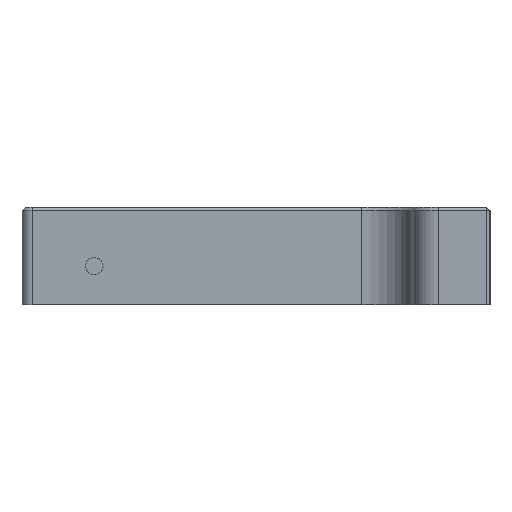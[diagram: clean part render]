
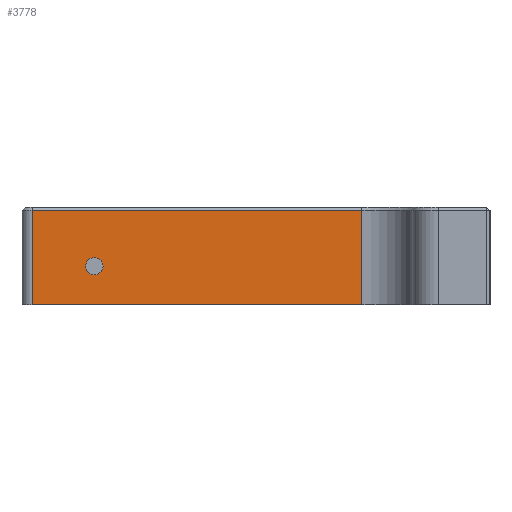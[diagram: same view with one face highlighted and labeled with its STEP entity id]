
A CAD part, left-side view. The second image highlights one B-rep face of the part: STEP entity #3778.
In plain terms, the highlighted planar face has unit normal (-1, 0, 0).
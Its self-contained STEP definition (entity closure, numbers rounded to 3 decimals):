
#130=FACE_BOUND('',#565,.T.);
#225=CIRCLE('',#4091,1.7);
#226=CIRCLE('',#4092,1.7);
#321=FACE_OUTER_BOUND('',#564,.T.);
#564=EDGE_LOOP('',(#2791,#2792,#2793,#2794));
#565=EDGE_LOOP('',(#2795,#2796));
#776=LINE('',#5538,#1185);
#892=LINE('',#5869,#1301);
#910=LINE('',#5919,#1319);
#911=LINE('',#5921,#1320);
#1185=VECTOR('',#4400,10.);
#1301=VECTOR('',#4664,10.);
#1319=VECTOR('',#4728,10.);
#1320=VECTOR('',#4731,10.);
#1601=VERTEX_POINT('',#5535);
#1602=VERTEX_POINT('',#5537);
#1742=VERTEX_POINT('',#5863);
#1743=VERTEX_POINT('',#5867);
#1753=VERTEX_POINT('',#5922);
#1754=VERTEX_POINT('',#5923);
#1958=EDGE_CURVE('',#1602,#1601,#776,.T.);
#2124=EDGE_CURVE('',#1743,#1742,#892,.T.);
#2150=EDGE_CURVE('',#1742,#1602,#910,.T.);
#2151=EDGE_CURVE('',#1601,#1743,#911,.T.);
#2152=EDGE_CURVE('',#1753,#1754,#225,.T.);
#2153=EDGE_CURVE('',#1754,#1753,#226,.T.);
#2791=ORIENTED_EDGE('',*,*,#2124,.T.);
#2792=ORIENTED_EDGE('',*,*,#2150,.T.);
#2793=ORIENTED_EDGE('',*,*,#1958,.T.);
#2794=ORIENTED_EDGE('',*,*,#2151,.T.);
#2795=ORIENTED_EDGE('',*,*,#2152,.F.);
#2796=ORIENTED_EDGE('',*,*,#2153,.F.);
#3608=PLANE('',#4090);
#3778=ADVANCED_FACE('',(#321,#130),#3608,.F.);
#4090=AXIS2_PLACEMENT_3D('',#5920,#4729,#4730);
#4091=AXIS2_PLACEMENT_3D('',#5924,#4732,#4733);
#4092=AXIS2_PLACEMENT_3D('',#5925,#4734,#4735);
#4400=DIRECTION('',(0.,-1.,0.));
#4664=DIRECTION('',(0.,1.,0.));
#4728=DIRECTION('',(0.,0.,-1.));
#4729=DIRECTION('center_axis',(1.,0.,0.));
#4730=DIRECTION('ref_axis',(0.,0.,-1.));
#4731=DIRECTION('',(0.,0.,1.));
#4732=DIRECTION('center_axis',(-1.,0.,0.));
#4733=DIRECTION('ref_axis',(0.,0.,-1.));
#4734=DIRECTION('center_axis',(-1.,0.,0.));
#4735=DIRECTION('ref_axis',(0.,0.,-1.));
#5535=CARTESIAN_POINT('',(-4.,-42.,15.));
#5537=CARTESIAN_POINT('',(-4.,22.2,15.));
#5538=CARTESIAN_POINT('',(-4.,-7.,15.));
#5863=CARTESIAN_POINT('',(-4.,22.2,33.4));
#5867=CARTESIAN_POINT('',(-4.,-42.,33.4));
#5869=CARTESIAN_POINT('',(-4.,-7.,33.4));
#5919=CARTESIAN_POINT('',(-4.,22.2,30.));
#5920=CARTESIAN_POINT('Origin',(-4.,-7.,34.));
#5921=CARTESIAN_POINT('',(-4.,-42.,24.5));
#5922=CARTESIAN_POINT('',(-4.,10.1,20.8));
#5923=CARTESIAN_POINT('',(-4.,10.1,24.2));
#5924=CARTESIAN_POINT('Origin',(-4.,10.1,22.5));
#5925=CARTESIAN_POINT('Origin',(-4.,10.1,22.5));
